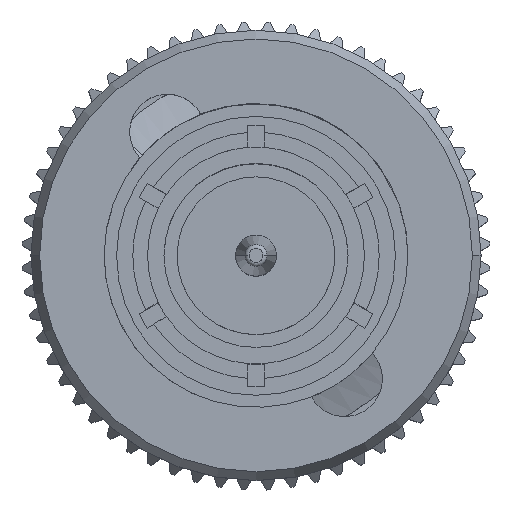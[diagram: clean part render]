
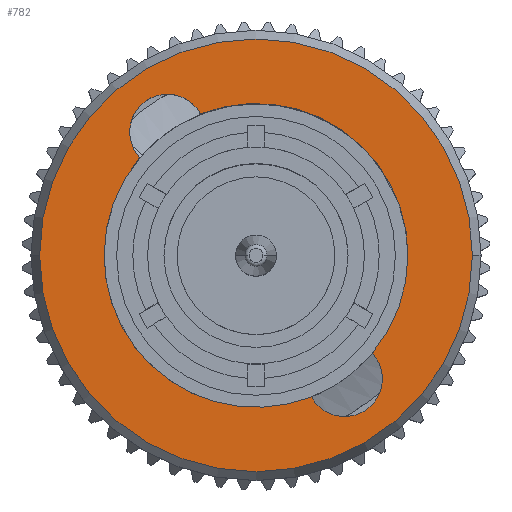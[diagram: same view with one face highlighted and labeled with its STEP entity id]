
A CAD part, top view. The second image highlights one B-rep face of the part: STEP entity #782.
In plain terms, the highlighted face is planar.
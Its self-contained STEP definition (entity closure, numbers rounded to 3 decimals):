
#390 = VERTEX_POINT ( 'NONE', #6246 ) ;
#416 = EDGE_CURVE ( 'NONE', #17125, #390, #9414, .T. ) ;
#782 = ADVANCED_FACE ( 'NONE', ( #9620, #13220 ), #10842, .F. ) ;
#785 = DIRECTION ( 'NONE',  ( 0., 0., 1. ) ) ;
#799 = CIRCLE ( 'NONE', #9271, 4.698 ) ;
#1286 = DIRECTION ( 'NONE',  ( 1., 0., 0. ) ) ;
#1501 = CARTESIAN_POINT ( 'NONE',  ( 8.604, 0., 0. ) ) ;
#1533 = DIRECTION ( 'NONE',  ( -1., 0., 0. ) ) ;
#1679 = EDGE_CURVE ( 'NONE', #7821, #3860, #799, .T. ) ;
#2261 = DIRECTION ( 'NONE',  ( -1., 0., 0. ) ) ;
#2278 = DIRECTION ( 'NONE',  ( -1., 0., 0. ) ) ;
#2796 = EDGE_CURVE ( 'NONE', #7583, #6946, #17214, .T. ) ;
#3020 = ORIENTED_EDGE ( 'NONE', *, *, #4364, .F. ) ;
#3104 = DIRECTION ( 'NONE',  ( -1., 0., 0. ) ) ;
#3217 = AXIS2_PLACEMENT_3D ( 'NONE', #15075, #1533, #6942 ) ;
#3317 = AXIS2_PLACEMENT_3D ( 'NONE', #10079, #16882, #9910 ) ;
#3562 = ORIENTED_EDGE ( 'NONE', *, *, #416, .F. ) ;
#3580 = ORIENTED_EDGE ( 'NONE', *, *, #8781, .F. ) ;
#3602 = EDGE_CURVE ( 'NONE', #15652, #17125, #5122, .T. ) ;
#3860 = VERTEX_POINT ( 'NONE', #14021 ) ;
#4301 = DIRECTION ( 'NONE',  ( 0., 0., -1. ) ) ;
#4364 = EDGE_CURVE ( 'NONE', #5926, #15652, #4454, .T. ) ;
#4390 = CARTESIAN_POINT ( 'NONE',  ( 8.604, 0., 4.698 ) ) ;
#4454 = CIRCLE ( 'NONE', #7160, 4.698 ) ;
#4583 = EDGE_CURVE ( 'NONE', #6946, #7583, #9084, .T. ) ;
#4685 = EDGE_CURVE ( 'NONE', #5129, #5926, #13924, .T. ) ;
#4874 = ORIENTED_EDGE ( 'NONE', *, *, #1679, .F. ) ;
#5103 = AXIS2_PLACEMENT_3D ( 'NONE', #15653, #2278, #7504 ) ;
#5122 = CIRCLE ( 'NONE', #11089, 1.168 ) ;
#5129 = VERTEX_POINT ( 'NONE', #12096 ) ;
#5267 = CARTESIAN_POINT ( 'NONE',  ( 8.604, -3.817, 2.739 ) ) ;
#5433 = CARTESIAN_POINT ( 'NONE',  ( 8.604, 0., -6.69 ) ) ;
#5926 = VERTEX_POINT ( 'NONE', #11967 ) ;
#6246 = CARTESIAN_POINT ( 'NONE',  ( 8.604, -3.023, 3.596 ) ) ;
#6700 = DIRECTION ( 'NONE',  ( 0., 0., -1. ) ) ;
#6942 = DIRECTION ( 'NONE',  ( 0., 0., 1. ) ) ;
#6946 = VERTEX_POINT ( 'NONE', #13075 ) ;
#7062 = AXIS2_PLACEMENT_3D ( 'NONE', #12561, #3104, #9850 ) ;
#7160 = AXIS2_PLACEMENT_3D ( 'NONE', #13122, #2261, #7828 ) ;
#7504 = DIRECTION ( 'NONE',  ( 0., 0., -1. ) ) ;
#7583 = VERTEX_POINT ( 'NONE', #7761 ) ;
#7612 = CARTESIAN_POINT ( 'NONE',  ( 8.604, 3.817, -2.739 ) ) ;
#7761 = CARTESIAN_POINT ( 'NONE',  ( 8.604, 0., -6.69 ) ) ;
#7821 = VERTEX_POINT ( 'NONE', #4390 ) ;
#7828 = DIRECTION ( 'NONE',  ( 0., 0., -1. ) ) ;
#8183 = DIRECTION ( 'NONE',  ( 0., 0., -1. ) ) ;
#8781 = EDGE_CURVE ( 'NONE', #3860, #5129, #9581, .T. ) ;
#9084 = CIRCLE ( 'NONE', #3217, 6.69 ) ;
#9271 = AXIS2_PLACEMENT_3D ( 'NONE', #9572, #13776, #4301 ) ;
#9414 = CIRCLE ( 'NONE', #5103, 1.168 ) ;
#9572 = CARTESIAN_POINT ( 'NONE',  ( 8.604, 0., 0. ) ) ;
#9581 = CIRCLE ( 'NONE', #14689, 1.168 ) ;
#9620 = FACE_OUTER_BOUND ( 'NONE', #11664, .T. ) ;
#9850 = DIRECTION ( 'NONE',  ( 0., 0., -1. ) ) ;
#9910 = DIRECTION ( 'NONE',  ( 0., 0., 1. ) ) ;
#10079 = CARTESIAN_POINT ( 'NONE',  ( 8.604, 0., 0. ) ) ;
#10664 = DIRECTION ( 'NONE',  ( 0., 0., -1. ) ) ;
#10842 = PLANE ( 'NONE',  #16955 ) ;
#11006 = ORIENTED_EDGE ( 'NONE', *, *, #12809, .F. ) ;
#11089 = AXIS2_PLACEMENT_3D ( 'NONE', #5267, #13570, #6700 ) ;
#11587 = CARTESIAN_POINT ( 'NONE',  ( 8.604, -4.374, 1.712 ) ) ;
#11664 = EDGE_LOOP ( 'NONE', ( #14386, #17113 ) ) ;
#11725 = DIRECTION ( 'NONE',  ( -1., 0., 0. ) ) ;
#11819 = EDGE_LOOP ( 'NONE', ( #11006, #3562, #13483, #3020, #16198, #3580, #4874 ) ) ;
#11967 = CARTESIAN_POINT ( 'NONE',  ( 8.604, 0., -4.698 ) ) ;
#12096 = CARTESIAN_POINT ( 'NONE',  ( 8.604, 3.023, -3.596 ) ) ;
#12561 = CARTESIAN_POINT ( 'NONE',  ( 8.604, 0., 0. ) ) ;
#12809 = EDGE_CURVE ( 'NONE', #390, #7821, #15405, .T. ) ;
#13075 = CARTESIAN_POINT ( 'NONE',  ( 8.604, 0., 6.69 ) ) ;
#13122 = CARTESIAN_POINT ( 'NONE',  ( 8.604, 0., 0. ) ) ;
#13220 = FACE_BOUND ( 'NONE', #11819, .T. ) ;
#13483 = ORIENTED_EDGE ( 'NONE', *, *, #3602, .F. ) ;
#13570 = DIRECTION ( 'NONE',  ( -1., 0., 0. ) ) ;
#13776 = DIRECTION ( 'NONE',  ( -1., 0., 0. ) ) ;
#13924 = CIRCLE ( 'NONE', #7062, 4.698 ) ;
#14021 = CARTESIAN_POINT ( 'NONE',  ( 8.604, 4.374, -1.712 ) ) ;
#14386 = ORIENTED_EDGE ( 'NONE', *, *, #2796, .T. ) ;
#14689 = AXIS2_PLACEMENT_3D ( 'NONE', #7612, #11725, #785 ) ;
#15075 = CARTESIAN_POINT ( 'NONE',  ( 8.604, 0., 0. ) ) ;
#15405 = CIRCLE ( 'NONE', #15964, 4.698 ) ;
#15652 = VERTEX_POINT ( 'NONE', #11587 ) ;
#15653 = CARTESIAN_POINT ( 'NONE',  ( 8.604, -3.817, 2.739 ) ) ;
#15964 = AXIS2_PLACEMENT_3D ( 'NONE', #1501, #16394, #8183 ) ;
#16198 = ORIENTED_EDGE ( 'NONE', *, *, #4685, .F. ) ;
#16394 = DIRECTION ( 'NONE',  ( -1., 0., 0. ) ) ;
#16821 = CARTESIAN_POINT ( 'NONE',  ( 8.604, -3.817, 3.907 ) ) ;
#16882 = DIRECTION ( 'NONE',  ( -1., 0., 0. ) ) ;
#16955 = AXIS2_PLACEMENT_3D ( 'NONE', #5433, #1286, #10664 ) ;
#17113 = ORIENTED_EDGE ( 'NONE', *, *, #4583, .T. ) ;
#17125 = VERTEX_POINT ( 'NONE', #16821 ) ;
#17214 = CIRCLE ( 'NONE', #3317, 6.69 ) ;
